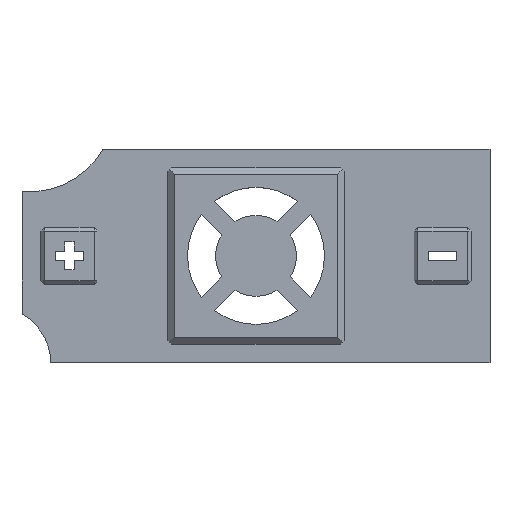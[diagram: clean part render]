
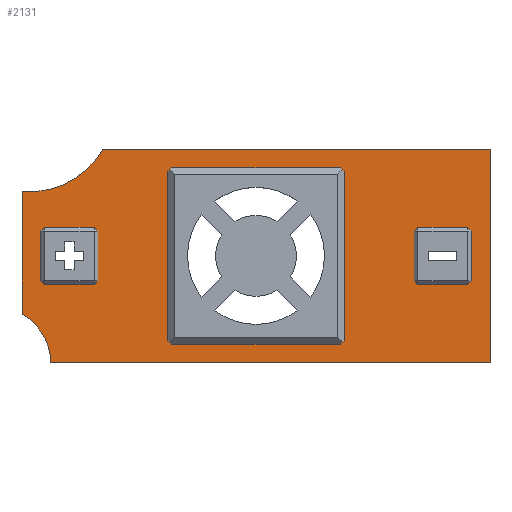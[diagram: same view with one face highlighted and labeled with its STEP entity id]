
A CAD part, top view. The second image highlights one B-rep face of the part: STEP entity #2131.
In plain terms, the highlighted planar face has unit normal (0, 0, 1).
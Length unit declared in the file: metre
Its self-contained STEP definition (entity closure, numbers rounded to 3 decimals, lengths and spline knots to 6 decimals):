
#40=CIRCLE('',#2278,0.008956);
#41=CIRCLE('',#2280,0.006);
#208=ORIENTED_EDGE('',*,*,#746,.F.);
#209=ORIENTED_EDGE('',*,*,#808,.T.);
#210=ORIENTED_EDGE('',*,*,#740,.T.);
#211=ORIENTED_EDGE('',*,*,#809,.T.);
#212=ORIENTED_EDGE('',*,*,#752,.T.);
#213=ORIENTED_EDGE('',*,*,#810,.T.);
#214=ORIENTED_EDGE('',*,*,#748,.F.);
#215=ORIENTED_EDGE('',*,*,#811,.T.);
#216=ORIENTED_EDGE('',*,*,#760,.F.);
#217=ORIENTED_EDGE('',*,*,#812,.T.);
#218=ORIENTED_EDGE('',*,*,#756,.T.);
#219=ORIENTED_EDGE('',*,*,#813,.T.);
#220=ORIENTED_EDGE('',*,*,#770,.T.);
#221=ORIENTED_EDGE('',*,*,#814,.T.);
#222=ORIENTED_EDGE('',*,*,#766,.F.);
#223=ORIENTED_EDGE('',*,*,#815,.T.);
#224=ORIENTED_EDGE('',*,*,#778,.F.);
#225=ORIENTED_EDGE('',*,*,#816,.T.);
#226=ORIENTED_EDGE('',*,*,#774,.T.);
#227=ORIENTED_EDGE('',*,*,#817,.T.);
#228=ORIENTED_EDGE('',*,*,#784,.T.);
#229=ORIENTED_EDGE('',*,*,#818,.T.);
#230=ORIENTED_EDGE('',*,*,#780,.F.);
#231=ORIENTED_EDGE('',*,*,#819,.T.);
#232=ORIENTED_EDGE('',*,*,#797,.F.);
#233=ORIENTED_EDGE('',*,*,#803,.T.);
#234=ORIENTED_EDGE('',*,*,#807,.F.);
#235=ORIENTED_EDGE('',*,*,#805,.T.);
#236=ORIENTED_EDGE('',*,*,#801,.T.);
#237=ORIENTED_EDGE('',*,*,#799,.T.);
#740=EDGE_CURVE('',#1046,#1047,#1224,.T.);
#746=EDGE_CURVE('',#1052,#1053,#1230,.T.);
#748=EDGE_CURVE('',#1054,#1055,#1232,.T.);
#752=EDGE_CURVE('',#1058,#1059,#1236,.T.);
#756=EDGE_CURVE('',#1062,#1063,#1240,.T.);
#760=EDGE_CURVE('',#1066,#1067,#1244,.T.);
#766=EDGE_CURVE('',#1072,#1073,#1250,.T.);
#770=EDGE_CURVE('',#1077,#1076,#1254,.T.);
#774=EDGE_CURVE('',#1081,#1080,#1258,.T.);
#778=EDGE_CURVE('',#1084,#1085,#1262,.T.);
#780=EDGE_CURVE('',#1086,#1087,#1264,.T.);
#784=EDGE_CURVE('',#1090,#1091,#1268,.T.);
#797=EDGE_CURVE('',#1102,#1103,#1281,.T.);
#799=EDGE_CURVE('',#1104,#1103,#1283,.T.);
#801=EDGE_CURVE('',#1105,#1104,#1285,.T.);
#803=EDGE_CURVE('',#1102,#1106,#40,.F.);
#805=EDGE_CURVE('',#1107,#1105,#41,.F.);
#807=EDGE_CURVE('',#1107,#1106,#1289,.T.);
#808=EDGE_CURVE('',#1052,#1046,#1290,.T.);
#809=EDGE_CURVE('',#1047,#1058,#1291,.F.);
#810=EDGE_CURVE('',#1059,#1055,#1292,.T.);
#811=EDGE_CURVE('',#1054,#1053,#1293,.F.);
#812=EDGE_CURVE('',#1066,#1062,#1294,.T.);
#813=EDGE_CURVE('',#1063,#1077,#1295,.F.);
#814=EDGE_CURVE('',#1076,#1073,#1296,.T.);
#815=EDGE_CURVE('',#1072,#1067,#1297,.F.);
#816=EDGE_CURVE('',#1084,#1081,#1298,.T.);
#817=EDGE_CURVE('',#1080,#1090,#1299,.F.);
#818=EDGE_CURVE('',#1091,#1087,#1300,.T.);
#819=EDGE_CURVE('',#1086,#1085,#1301,.F.);
#1046=VERTEX_POINT('',#3120);
#1047=VERTEX_POINT('',#3121);
#1052=VERTEX_POINT('',#3132);
#1053=VERTEX_POINT('',#3134);
#1054=VERTEX_POINT('',#3138);
#1055=VERTEX_POINT('',#3139);
#1058=VERTEX_POINT('',#3147);
#1059=VERTEX_POINT('',#3148);
#1062=VERTEX_POINT('',#3156);
#1063=VERTEX_POINT('',#3157);
#1066=VERTEX_POINT('',#3165);
#1067=VERTEX_POINT('',#3166);
#1072=VERTEX_POINT('',#3177);
#1073=VERTEX_POINT('',#3179);
#1076=VERTEX_POINT('',#3186);
#1077=VERTEX_POINT('',#3188);
#1080=VERTEX_POINT('',#3195);
#1081=VERTEX_POINT('',#3197);
#1084=VERTEX_POINT('',#3204);
#1085=VERTEX_POINT('',#3206);
#1086=VERTEX_POINT('',#3210);
#1087=VERTEX_POINT('',#3211);
#1090=VERTEX_POINT('',#3219);
#1091=VERTEX_POINT('',#3220);
#1102=VERTEX_POINT('',#3245);
#1103=VERTEX_POINT('',#3247);
#1104=VERTEX_POINT('',#3251);
#1105=VERTEX_POINT('',#3255);
#1106=VERTEX_POINT('',#3259);
#1107=VERTEX_POINT('',#3263);
#1224=LINE('',#3119,#1510);
#1230=LINE('',#3133,#1516);
#1232=LINE('',#3137,#1518);
#1236=LINE('',#3146,#1522);
#1240=LINE('',#3155,#1526);
#1244=LINE('',#3164,#1530);
#1250=LINE('',#3178,#1536);
#1254=LINE('',#3187,#1540);
#1258=LINE('',#3196,#1544);
#1262=LINE('',#3205,#1548);
#1264=LINE('',#3209,#1550);
#1268=LINE('',#3218,#1554);
#1281=LINE('',#3246,#1567);
#1283=LINE('',#3250,#1569);
#1285=LINE('',#3254,#1571);
#1289=LINE('',#3266,#1575);
#1290=LINE('',#3268,#1576);
#1291=LINE('',#3269,#1577);
#1292=LINE('',#3270,#1578);
#1293=LINE('',#3271,#1579);
#1294=LINE('',#3272,#1580);
#1295=LINE('',#3273,#1581);
#1296=LINE('',#3274,#1582);
#1297=LINE('',#3275,#1583);
#1298=LINE('',#3276,#1584);
#1299=LINE('',#3277,#1585);
#1300=LINE('',#3278,#1586);
#1301=LINE('',#3279,#1587);
#1510=VECTOR('',#2493,1.);
#1516=VECTOR('',#2501,1.);
#1518=VECTOR('',#2505,1.);
#1522=VECTOR('',#2511,1.);
#1526=VECTOR('',#2517,1.);
#1530=VECTOR('',#2523,1.);
#1536=VECTOR('',#2531,1.);
#1540=VECTOR('',#2537,1.);
#1544=VECTOR('',#2543,1.);
#1548=VECTOR('',#2549,1.);
#1550=VECTOR('',#2553,1.);
#1554=VECTOR('',#2559,1.);
#1567=VECTOR('',#2576,1.);
#1569=VECTOR('',#2580,1.);
#1571=VECTOR('',#2584,1.);
#1575=VECTOR('',#2598,1.);
#1576=VECTOR('',#2601,1.);
#1577=VECTOR('',#2602,1.);
#1578=VECTOR('',#2603,1.);
#1579=VECTOR('',#2604,1.);
#1580=VECTOR('',#2605,1.);
#1581=VECTOR('',#2606,1.);
#1582=VECTOR('',#2607,1.);
#1583=VECTOR('',#2608,1.);
#1584=VECTOR('',#2609,1.);
#1585=VECTOR('',#2610,1.);
#1586=VECTOR('',#2611,1.);
#1587=VECTOR('',#2612,1.);
#1764=EDGE_LOOP('',(#208,#209,#210,#211,#212,#213,#214,#215));
#1765=EDGE_LOOP('',(#216,#217,#218,#219,#220,#221,#222,#223));
#1766=EDGE_LOOP('',(#224,#225,#226,#227,#228,#229,#230,#231));
#1767=EDGE_LOOP('',(#232,#233,#234,#235,#236,#237));
#1900=FACE_BOUND('',#1764,.T.);
#1901=FACE_BOUND('',#1765,.T.);
#1902=FACE_BOUND('',#1766,.T.);
#1903=FACE_BOUND('',#1767,.T.);
#2021=PLANE('',#2282);
#2131=ADVANCED_FACE('',(#1900,#1901,#1902,#1903),#2021,.T.);
#2278=AXIS2_PLACEMENT_3D('',#3258,#2588,#2589);
#2280=AXIS2_PLACEMENT_3D('',#3262,#2593,#2594);
#2282=AXIS2_PLACEMENT_3D('',#3267,#2599,#2600);
#2493=DIRECTION('',(-1.,0.,0.));
#2501=DIRECTION('',(0.,1.,0.));
#2505=DIRECTION('',(-1.,0.,0.));
#2511=DIRECTION('',(0.,1.,0.));
#2517=DIRECTION('',(-1.,0.,0.));
#2523=DIRECTION('',(0.,1.,0.));
#2531=DIRECTION('',(-1.,0.,0.));
#2537=DIRECTION('',(0.,1.,0.));
#2543=DIRECTION('',(-1.,0.,0.));
#2549=DIRECTION('',(0.,1.,0.));
#2553=DIRECTION('',(-1.,0.,0.));
#2559=DIRECTION('',(0.,1.,0.));
#2576=DIRECTION('',(1.,0.,0.));
#2580=DIRECTION('',(0.,1.,0.));
#2584=DIRECTION('',(1.,0.,0.));
#2588=DIRECTION('',(0.,0.,1.));
#2589=DIRECTION('',(1.,0.,0.));
#2593=DIRECTION('',(0.,0.,1.));
#2594=DIRECTION('',(1.,0.,0.));
#2598=DIRECTION('',(0.,1.,0.));
#2599=DIRECTION('',(0.,0.,1.));
#2600=DIRECTION('',(1.,0.,0.));
#2601=DIRECTION('',(-0.707,-0.707,0.));
#2602=DIRECTION('',(0.707,-0.707,0.));
#2603=DIRECTION('',(0.707,0.707,0.));
#2604=DIRECTION('',(-0.707,0.707,0.));
#2605=DIRECTION('',(-0.707,-0.707,0.));
#2606=DIRECTION('',(0.707,-0.707,0.));
#2607=DIRECTION('',(0.707,0.707,0.));
#2608=DIRECTION('',(-0.707,0.707,0.));
#2609=DIRECTION('',(-0.707,-0.707,0.));
#2610=DIRECTION('',(0.707,-0.707,0.));
#2611=DIRECTION('',(0.707,0.707,0.));
#2612=DIRECTION('',(-0.707,0.707,0.));
#3119=CARTESIAN_POINT('',(0.12112,-0.0882,0.0161));
#3120=CARTESIAN_POINT('',(0.13012,-0.0882,0.0161));
#3121=CARTESIAN_POINT('',(0.11212,-0.0882,0.0161));
#3132=CARTESIAN_POINT('',(0.13052,-0.0878,0.0161));
#3133=CARTESIAN_POINT('',(0.13052,-0.0788,0.0161));
#3134=CARTESIAN_POINT('',(0.13052,-0.0698,0.0161));
#3137=CARTESIAN_POINT('',(0.12112,-0.0694,0.0161));
#3138=CARTESIAN_POINT('',(0.13012,-0.0694,0.0161));
#3139=CARTESIAN_POINT('',(0.11212,-0.0694,0.0161));
#3146=CARTESIAN_POINT('',(0.11172,-0.0788,0.0161));
#3147=CARTESIAN_POINT('',(0.11172,-0.0878,0.0161));
#3148=CARTESIAN_POINT('',(0.11172,-0.0698,0.0161));
#3155=CARTESIAN_POINT('',(0.10122,-0.08185,0.0161));
#3156=CARTESIAN_POINT('',(0.10387,-0.08185,0.0161));
#3157=CARTESIAN_POINT('',(0.09857,-0.08185,0.0161));
#3164=CARTESIAN_POINT('',(0.10427,-0.0788,0.0161));
#3165=CARTESIAN_POINT('',(0.10427,-0.08145,0.0161));
#3166=CARTESIAN_POINT('',(0.10427,-0.07615,0.0161));
#3177=CARTESIAN_POINT('',(0.10387,-0.07575,0.0161));
#3178=CARTESIAN_POINT('',(0.10122,-0.07575,0.0161));
#3179=CARTESIAN_POINT('',(0.09857,-0.07575,0.0161));
#3186=CARTESIAN_POINT('',(0.09817,-0.07615,0.0161));
#3187=CARTESIAN_POINT('',(0.09817,-0.0788,0.0161));
#3188=CARTESIAN_POINT('',(0.09817,-0.08145,0.0161));
#3195=CARTESIAN_POINT('',(0.13837,-0.08185,0.0161));
#3196=CARTESIAN_POINT('',(0.14102,-0.08185,0.0161));
#3197=CARTESIAN_POINT('',(0.14367,-0.08185,0.0161));
#3204=CARTESIAN_POINT('',(0.14407,-0.08145,0.0161));
#3205=CARTESIAN_POINT('',(0.14407,-0.0788,0.0161));
#3206=CARTESIAN_POINT('',(0.14407,-0.07615,0.0161));
#3209=CARTESIAN_POINT('',(0.14102,-0.07575,0.0161));
#3210=CARTESIAN_POINT('',(0.14367,-0.07575,0.0161));
#3211=CARTESIAN_POINT('',(0.13837,-0.07575,0.0161));
#3218=CARTESIAN_POINT('',(0.13797,-0.0788,0.0161));
#3219=CARTESIAN_POINT('',(0.13797,-0.08145,0.0161));
#3220=CARTESIAN_POINT('',(0.13797,-0.07615,0.0161));
#3245=CARTESIAN_POINT('',(0.104801,-0.0674,0.0161));
#3246=CARTESIAN_POINT('',(0.125435,-0.0674,0.0161));
#3247=CARTESIAN_POINT('',(0.14607,-0.0674,0.0161));
#3250=CARTESIAN_POINT('',(0.14607,-0.0788,0.0161));
#3251=CARTESIAN_POINT('',(0.14607,-0.0902,0.0161));
#3254=CARTESIAN_POINT('',(0.12266,-0.0902,0.0161));
#3255=CARTESIAN_POINT('',(0.09925,-0.0902,0.0161));
#3258=CARTESIAN_POINT('',(0.097,-0.063,0.0161));
#3259=CARTESIAN_POINT('',(0.09617,-0.071918,0.0161));
#3262=CARTESIAN_POINT('',(0.09325,-0.09025,0.0161));
#3263=CARTESIAN_POINT('',(0.09617,-0.085008,0.0161));
#3266=CARTESIAN_POINT('',(0.09617,-0.078463,0.0161));
#3267=CARTESIAN_POINT('',(0.12112,-0.07975,0.0161));
#3268=CARTESIAN_POINT('',(0.13052,-0.0878,0.0161));
#3269=CARTESIAN_POINT('',(0.11212,-0.0882,0.0161));
#3270=CARTESIAN_POINT('',(0.11172,-0.0698,0.0161));
#3271=CARTESIAN_POINT('',(0.13012,-0.0694,0.0161));
#3272=CARTESIAN_POINT('',(0.10427,-0.08145,0.0161));
#3273=CARTESIAN_POINT('',(0.09857,-0.08185,0.0161));
#3274=CARTESIAN_POINT('',(0.09817,-0.07615,0.0161));
#3275=CARTESIAN_POINT('',(0.10387,-0.07575,0.0161));
#3276=CARTESIAN_POINT('',(0.14407,-0.08145,0.0161));
#3277=CARTESIAN_POINT('',(0.13837,-0.08185,0.0161));
#3278=CARTESIAN_POINT('',(0.13797,-0.07615,0.0161));
#3279=CARTESIAN_POINT('',(0.14367,-0.07575,0.0161));
